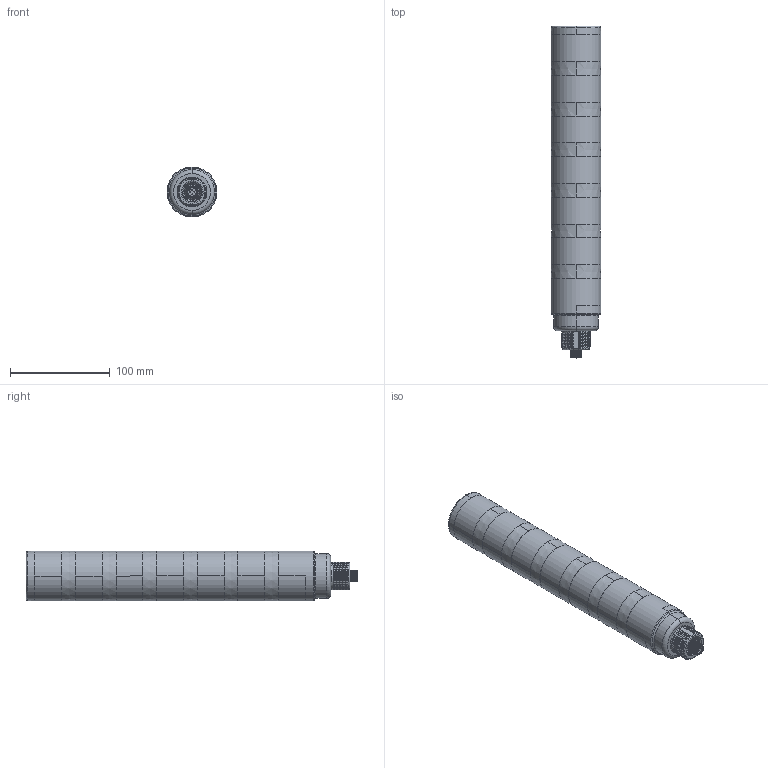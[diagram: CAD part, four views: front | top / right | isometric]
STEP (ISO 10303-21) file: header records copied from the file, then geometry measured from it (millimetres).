
FILE_DESCRIPTION((''),'2;1');
FILE_NAME('175266_SM01_ASM','2025-06-03T12:19:27',('banengservice'),('BANNER ENGINEERING'),'CREO PARAMETRIC BY PTC INC, 2022414','CREO PARAMETRIC BY PTC INC, 2022414','');
FILE_SCHEMA(('CONFIG_CONTROL_DESIGN'));
Length unit declared in the file: millimetre
Products named in the file (2): 175266_EP01; 175266_SM01_ASM
Assembly tree (1 placements, depth 2):
  175266_SM01_ASM
    175266_EP01
Bounding box: 50 x 332.65 x 50 mm (x, y, z)
Volume: 601182.6 mm3; surface area: 56792.4 mm2
Topology: 1 solids, 1 shells, 252 faces, 654 edges, 420 vertices
Faces by surface type: cylinder 98, bspline 88, plane 31, cone 21, torus 14
Entity records: 17480 total; most frequent: CARTESIAN_POINT 11897, ORIENTED_EDGE 1308, DIRECTION 897, EDGE_CURVE 654, VERTEX_POINT 420, AXIS2_PLACEMENT_3D 338, EDGE_LOOP 268, B_SPLINE_CURVE_WITH_KNOTS 262
